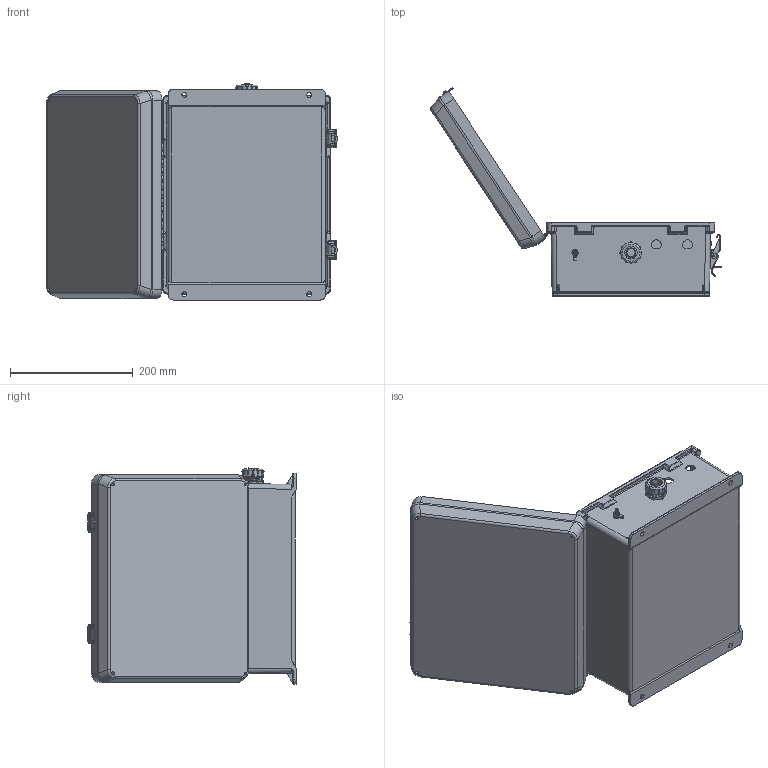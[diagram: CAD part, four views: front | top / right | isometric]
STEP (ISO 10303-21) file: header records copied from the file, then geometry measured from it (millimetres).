
FILE_DESCRIPTION (( 'STEP AP214' ), '1' );
FILE_NAME ('NB121005-01.STEP', '2014-06-03T14:38:31', ( 'L-Com' ), ( 'L-Com Global Connectivity' ), 'SwSTEP 2.0', 'SolidWorks 2014', '' );
FILE_SCHEMA (( 'AUTOMOTIVE_DESIGN' ));
Length unit declared in the file: inch
Products named in the file (17): 10-32 NEMA PLATE SCREW; XFW-0002; 1BE01-002; XC-0003; NB121005-DoorClasp-2; NB121005-DoorClasp-1; NB121005-Lid; NB121005-Hinge; NB121005-Box; NB121005-01; GroundWire_NB121005; XCT-0011; XFS-0017; XCT-0005; XFN-0003; XCT-0010; XFS-0026
Assembly tree (27 placements, depth 2):
  NB121005-01
    NB121005-Box
    NB121005-Hinge  x2
    NB121005-Lid
    NB121005-DoorClasp-1  x2
    NB121005-DoorClasp-2  x2
    XC-0003
    1BE01-002
    XFW-0002  x5
    10-32 NEMA PLATE SCREW  x4
    XFS-0026
    XCT-0010
    XFN-0003  x2
    XCT-0005
    XFS-0017
    XCT-0011
    GroundWire_NB121005
Bounding box: 473.09 x 338.56 x 351.59 mm (x, y, z)
Volume: 1521538.6 mm3; surface area: 922815.2 mm2
Topology: 33 solids, 34 shells, 3038 faces, 7757 edges, 4767 vertices
Faces by surface type: cylinder 1218, plane 834, cone 447, torus 311, bspline 196, sphere 32
Entity records: 79755 total; most frequent: CARTESIAN_POINT 20211, DIRECTION 11343, ORIENTED_EDGE 11006, EDGE_CURVE 5503, AXIS2_PLACEMENT_3D 4452, VERTEX_POINT 3374, EDGE_LOOP 2453, VECTOR 2439
